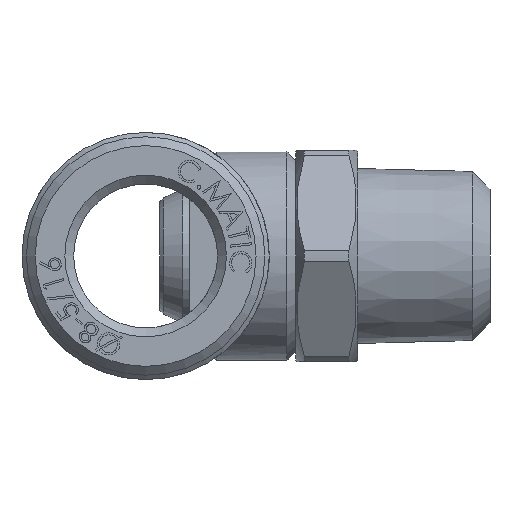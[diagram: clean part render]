
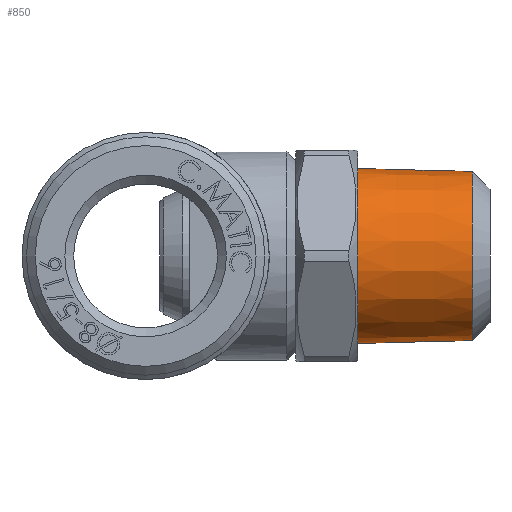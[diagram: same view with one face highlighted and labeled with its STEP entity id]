
A CAD part, left-side view. The second image highlights one B-rep face of the part: STEP entity #850.
In plain terms, the highlighted conical face has half-angle 1.47 degrees and reference radius 4.954 mm.
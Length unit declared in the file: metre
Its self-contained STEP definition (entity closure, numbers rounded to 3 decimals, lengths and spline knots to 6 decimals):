
#850 = ADVANCED_FACE( 'NONE', ( #1907, #1908 ), #1909, .T. );
#1907 = FACE_OUTER_BOUND( '', #5890, .T. );
#1908 = FACE_BOUND( '', #5891, .T. );
#1909 = CONICAL_SURFACE( '', #5892, 0.004954, 0.026 );
#5890 = EDGE_LOOP( '', ( #9673 ) );
#5891 = EDGE_LOOP( '', ( #9674 ) );
#5892 = AXIS2_PLACEMENT_3D( '', #9675, #9676, #9677 );
#9673 = ORIENTED_EDGE( '', *, *, #12086, .T. );
#9674 = ORIENTED_EDGE( '', *, *, #11813, .F. );
#9675 = CARTESIAN_POINT( '', ( 0., -0.012, 0. ) );
#9676 = DIRECTION( '', ( 0., 1., 0. ) );
#9677 = DIRECTION( '', ( 0., 0., 1. ) );
#11813 = EDGE_CURVE( 'NONE', #13666, #13666, #13667, .T. );
#12086 = EDGE_CURVE( 'NONE', #14041, #14041, #14042, .T. );
#13666 = VERTEX_POINT( '', #18599 );
#13667 = CIRCLE( '', #18600, 0.004787 );
#14041 = VERTEX_POINT( '', #20076 );
#14042 = CIRCLE( '', #20077, 0.004954 );
#18599 = CARTESIAN_POINT( '', ( 0., -0.0185, -0.004787 ) );
#18600 = AXIS2_PLACEMENT_3D( '', #21924, #21925, #21926 );
#20076 = CARTESIAN_POINT( '', ( 0., -0.012, -0.004954 ) );
#20077 = AXIS2_PLACEMENT_3D( '', #22073, #22074, #22075 );
#21924 = CARTESIAN_POINT( '', ( 0., -0.0185, 0. ) );
#21925 = DIRECTION( '', ( 0., -1., 0. ) );
#21926 = DIRECTION( '', ( 0., 0., -1. ) );
#22073 = CARTESIAN_POINT( '', ( 0., -0.012, 0. ) );
#22074 = DIRECTION( '', ( 0., -1., 0. ) );
#22075 = DIRECTION( '', ( 0., 0., -1. ) );
